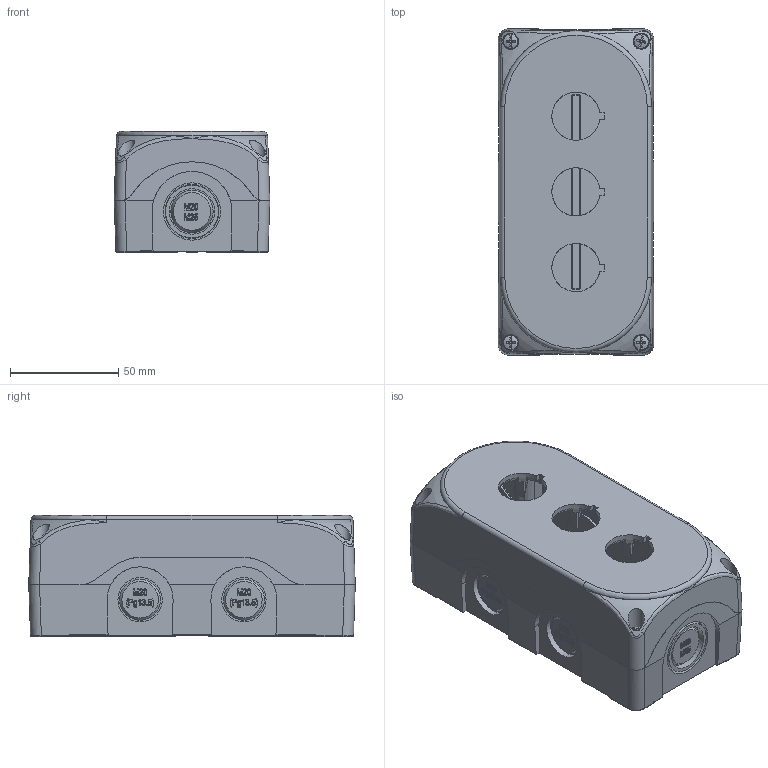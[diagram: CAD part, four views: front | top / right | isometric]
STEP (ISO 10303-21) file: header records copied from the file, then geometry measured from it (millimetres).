
FILE_DESCRIPTION(/* description */ (''),/* implementation_level */ '2;1');
FILE_NAME(/* name */ '3D_LPZP3A8.stp',/* time_stamp */ '2025-02-17T16:44:41+01:00',/* author */ (''),/* organization */ (''),/* preprocessor_version */ 'ST-DEVELOPER v16.7',/* originating_system */ 'SIEMENS PLM Software NX 12.0',/* authorisation */ '');
FILE_SCHEMA (('AP203_CONFIGURATION_CONTROLLED_3D_DESIGN_OF_MECHANICAL_PARTS_AND_ASSEMBLIES_MIM_LF { 1 0 10303 403 2 1 2}'));
Products named in the file (1): Ferr711C8F50u23k
Bounding box: 72 x 151 x 56 mm (x, y, z)
Surface area: 82783.4 mm2 (no closed solid volume)
Topology: 0 solids, 47 shells, 997 faces, 5307 edges, 4247 vertices
Faces by surface type: plane 600, bspline 171, cylinder 147, cone 35, torus 24, sphere 20
Full cylindrical faces by diameter (mm): 1.798 x2, 4.3 x2, 5 x4, 7.5 x4, 16.5 x2, 20.5 x4, 21 x2, 26.5 x2
Entity records: 64472 total; most frequent: CARTESIAN_POINT 26163, ORIENTED_EDGE 7091, DIRECTION 6709, EDGE_CURVE 5255, VERTEX_POINT 4238, LINE 3009, VECTOR 3009, AXIS2_PLACEMENT_3D 1850
